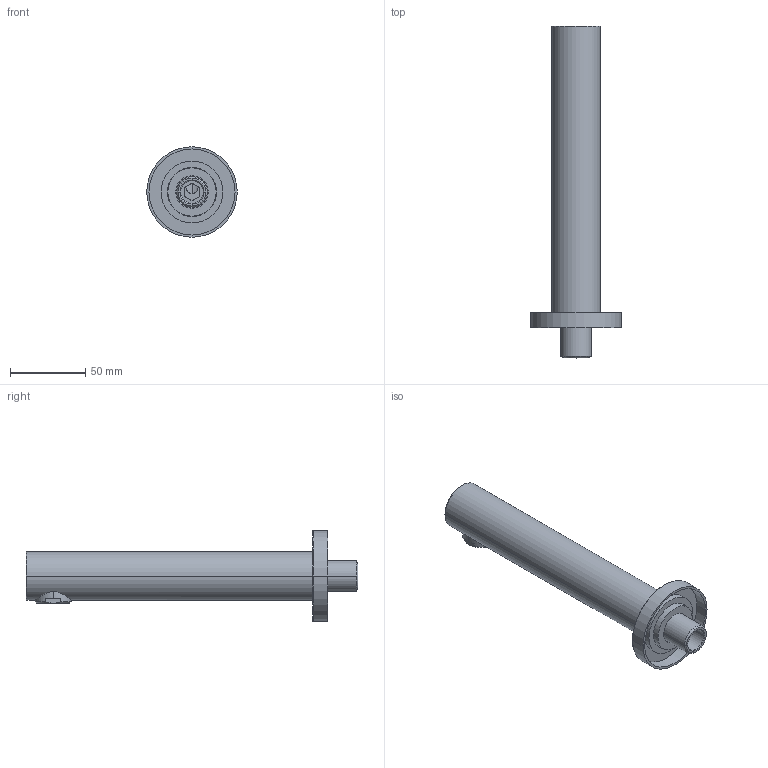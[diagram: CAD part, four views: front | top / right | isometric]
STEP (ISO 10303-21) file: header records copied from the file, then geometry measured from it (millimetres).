
FILE_DESCRIPTION((''),'2;1');
FILE_NAME('AA-RB062CP_ASM','2020-10-21T',('Administrator'),(''),'PRO/ENGINEER BY PARAMETRIC TECHNOLOGY CORPORATION, 2010280','PRO/ENGINEER BY PARAMETRIC TECHNOLOGY CORPORATION, 2010280','');
FILE_SCHEMA(('AUTOMOTIVE_DESIGN_CC2 { 1 2 10303 214 -1 1 5 2 }'));
Length unit declared in the file: millimetre
Products named in the file (6): AABP0329-P1; PTCB0211-P1; PTRR0081-XX; AFBX0006-P1; PTPB0182-P1; AA-RB062CP_ASM
Assembly tree (5 placements, depth 2):
  AA-RB062CP_ASM
    AABP0329-P1
    PTCB0211-P1
    PTRR0081-XX
    AFBX0006-P1
    PTPB0182-P1
Bounding box: 60 x 220 x 60 mm (x, y, z)
Volume: 60516.6 mm3; surface area: 56671 mm2
Topology: 6 solids, 6 shells, 435 faces, 1299 edges, 855 vertices
Faces by surface type: plane 205, cylinder 194, cone 20, torus 10, bspline 6
Entity records: 17178 total; most frequent: CARTESIAN_POINT 5198, ORIENTED_EDGE 2594, DIRECTION 2302, EDGE_CURVE 1297, AXIS2_PLACEMENT_3D 917, VERTEX_POINT 855, EDGE_LOOP 636, CIRCLE 477
